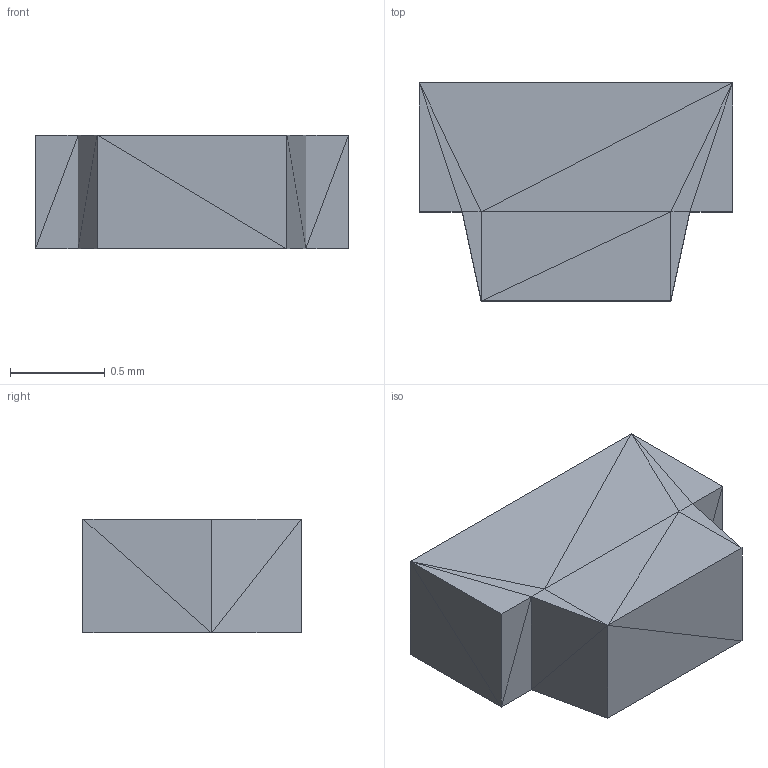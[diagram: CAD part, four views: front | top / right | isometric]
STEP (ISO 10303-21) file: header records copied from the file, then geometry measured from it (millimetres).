
FILE_DESCRIPTION(('FreeCAD Model'),'2;1');
FILE_NAME('LTST_S270001_(Solid).step','2019-02-27T10:54:18', ('kicad StepUp'),('ksu MCAD'),'Open CASCADE STEP processor 7.3', 'FreeCAD','Unknown');
FILE_SCHEMA(('AUTOMOTIVE_DESIGN { 1 0 10303 214 1 1 1 1 }'));
Length unit declared in the file: millimetre
Products named in the file (1): LTST_S270001_(Solid)
Bounding box: 1.65 x 1.15 x 0.6 mm (x, y, z)
Volume: 1 mm3; surface area: 6.5 mm2
Topology: 1 solids, 1 shells, 36 faces, 54 edges, 20 vertices
Faces by surface type: plane 36
Entity records: 735 total; most frequent: DIRECTION 128, CARTESIAN_POINT 111, ORIENTED_EDGE 108, EDGE_CURVE 54, LINE 54, VECTOR 54, AXIS2_PLACEMENT_3D 37, ADVANCED_FACE 36
